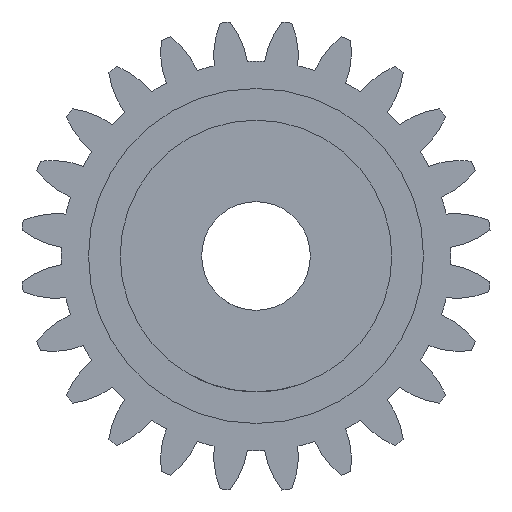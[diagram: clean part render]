
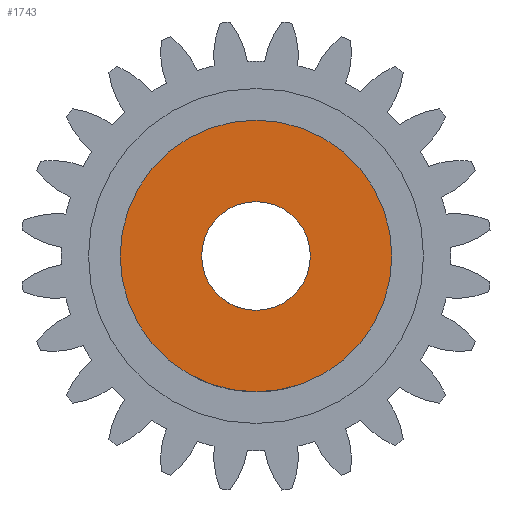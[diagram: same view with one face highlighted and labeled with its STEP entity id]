
A CAD part, left-side view. The second image highlights one B-rep face of the part: STEP entity #1743.
In plain terms, the highlighted planar face has unit normal (-1, 0, 0).
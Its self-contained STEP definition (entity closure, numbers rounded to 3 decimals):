
#41 = VERTEX_POINT ( 'NONE', #761 ) ;
#177 = DIRECTION ( 'NONE',  ( 0., 0., 1. ) ) ;
#215 = CARTESIAN_POINT ( 'NONE',  ( -9., 0., 0. ) ) ;
#235 = DIRECTION ( 'NONE',  ( 0., 0., 1. ) ) ;
#242 = EDGE_LOOP ( 'NONE', ( #840, #1823 ) ) ;
#300 = CIRCLE ( 'NONE', #2901, 3. ) ;
#319 = CARTESIAN_POINT ( 'NONE',  ( -9., 0., -3. ) ) ;
#722 = VERTEX_POINT ( 'NONE', #319 ) ;
#761 = CARTESIAN_POINT ( 'NONE',  ( -9., 0., 7.5 ) ) ;
#840 = ORIENTED_EDGE ( 'NONE', *, *, #2601, .T. ) ;
#865 = DIRECTION ( 'NONE',  ( -1., 0., 0. ) ) ;
#880 = ORIENTED_EDGE ( 'NONE', *, *, #2783, .T. ) ;
#956 = DIRECTION ( 'NONE',  ( 0., 0., 1. ) ) ;
#1074 = VERTEX_POINT ( 'NONE', #3495 ) ;
#1158 = FACE_OUTER_BOUND ( 'NONE', #2111, .T. ) ;
#1180 = CIRCLE ( 'NONE', #3238, 7.5 ) ;
#1388 = AXIS2_PLACEMENT_3D ( 'NONE', #215, #3120, #177 ) ;
#1504 = CARTESIAN_POINT ( 'NONE',  ( -9., 0., 0. ) ) ;
#1526 = CIRCLE ( 'NONE', #1388, 3. ) ;
#1642 = DIRECTION ( 'NONE',  ( -1., 0., 0. ) ) ;
#1743 = ADVANCED_FACE ( 'NONE', ( #3827, #1158 ), #2849, .T. ) ;
#1823 = ORIENTED_EDGE ( 'NONE', *, *, #3640, .T. ) ;
#1995 = DIRECTION ( 'NONE',  ( 0., 0., 1. ) ) ;
#2080 = DIRECTION ( 'NONE',  ( 0., 0., 1. ) ) ;
#2111 = EDGE_LOOP ( 'NONE', ( #3161, #880 ) ) ;
#2143 = CIRCLE ( 'NONE', #2279, 7.5 ) ;
#2279 = AXIS2_PLACEMENT_3D ( 'NONE', #2621, #1642, #956 ) ;
#2601 = EDGE_CURVE ( 'NONE', #1074, #722, #1526, .T. ) ;
#2621 = CARTESIAN_POINT ( 'NONE',  ( -9., 0., 0. ) ) ;
#2697 = DIRECTION ( 'NONE',  ( -1., 0., 0. ) ) ;
#2783 = EDGE_CURVE ( 'NONE', #41, #3332, #1180, .T. ) ;
#2849 = PLANE ( 'NONE',  #4209 ) ;
#2893 = EDGE_CURVE ( 'NONE', #3332, #41, #2143, .T. ) ;
#2901 = AXIS2_PLACEMENT_3D ( 'NONE', #3962, #3248, #1995 ) ;
#3029 = CARTESIAN_POINT ( 'NONE',  ( -9., 0., 0. ) ) ;
#3120 = DIRECTION ( 'NONE',  ( 1., 0., 0. ) ) ;
#3161 = ORIENTED_EDGE ( 'NONE', *, *, #2893, .T. ) ;
#3238 = AXIS2_PLACEMENT_3D ( 'NONE', #3029, #2697, #2080 ) ;
#3248 = DIRECTION ( 'NONE',  ( 1., 0., 0. ) ) ;
#3332 = VERTEX_POINT ( 'NONE', #4073 ) ;
#3495 = CARTESIAN_POINT ( 'NONE',  ( -9., 0., 3. ) ) ;
#3640 = EDGE_CURVE ( 'NONE', #722, #1074, #300, .T. ) ;
#3827 = FACE_BOUND ( 'NONE', #242, .T. ) ;
#3962 = CARTESIAN_POINT ( 'NONE',  ( -9., 0., 0. ) ) ;
#4073 = CARTESIAN_POINT ( 'NONE',  ( -9., 0., -7.5 ) ) ;
#4209 = AXIS2_PLACEMENT_3D ( 'NONE', #1504, #865, #235 ) ;
